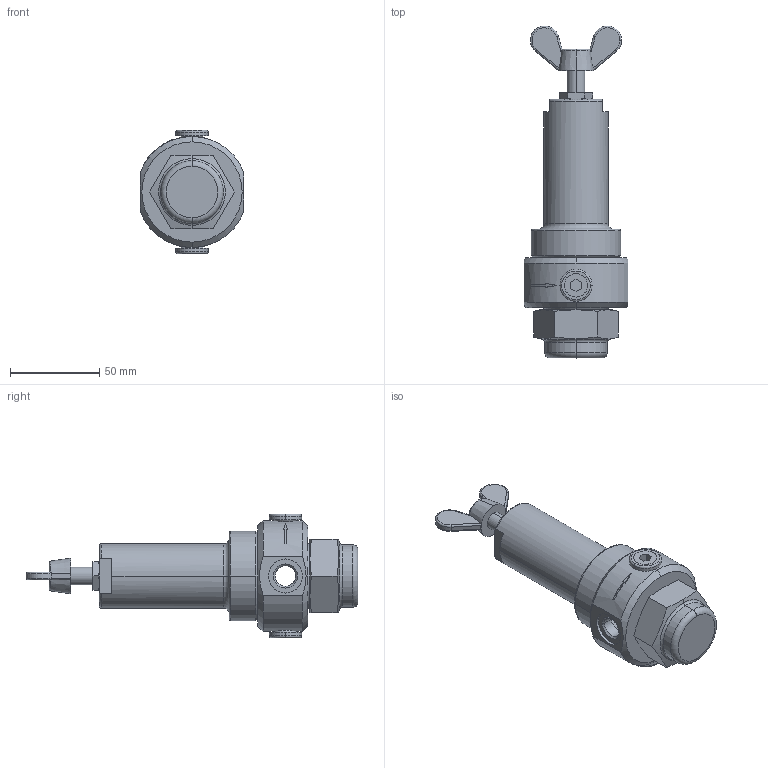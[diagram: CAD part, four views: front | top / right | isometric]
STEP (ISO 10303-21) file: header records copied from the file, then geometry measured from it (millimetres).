
FILE_DESCRIPTION (( 'STEP AP203' ), '1' );
FILE_NAME ('70 BG 00 G14 Female.STEP', '2017-12-08T09:27:35', ( '' ), ( '' ), 'SwSTEP 2.0', 'SolidWorks 2016', '' );
FILE_SCHEMA (( 'CONFIG_CONTROL_DESIGN' ));
Length unit declared in the file: millimetre
Products named in the file (1): 70 BG 00 G14 Female
Bounding box: 58 x 185.49 x 69 mm (x, y, z)
Volume: 103772.9 mm3; surface area: 57647.5 mm2
Topology: 9 solids, 9 shells, 320 faces, 706 edges, 421 vertices
Faces by surface type: plane 90, cone 86, cylinder 84, torus 56, bspline 4
Entity records: 9733 total; most frequent: CARTESIAN_POINT 2593, DIRECTION 1564, ORIENTED_EDGE 1412, EDGE_CURVE 706, AXIS2_PLACEMENT_3D 656, VERTEX_POINT 421, EDGE_LOOP 351, CIRCLE 339
